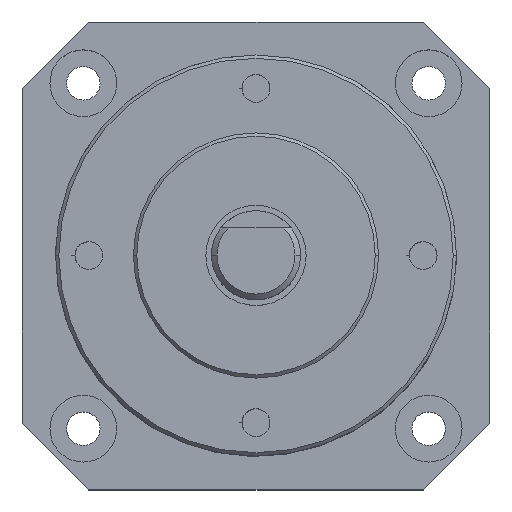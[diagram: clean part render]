
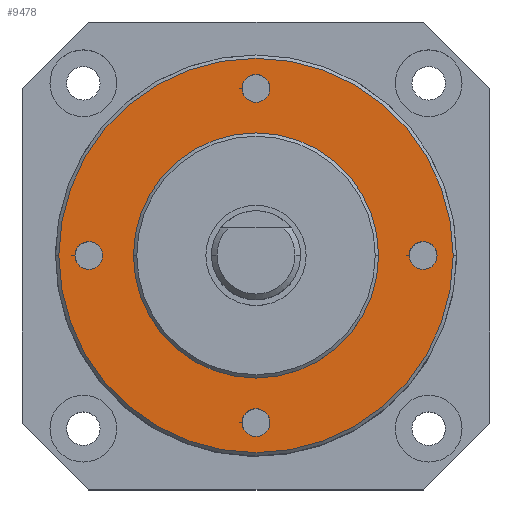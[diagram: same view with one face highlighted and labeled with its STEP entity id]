
A CAD part, top view. The second image highlights one B-rep face of the part: STEP entity #9478.
In plain terms, the highlighted planar face has unit normal (0, 0, 1).
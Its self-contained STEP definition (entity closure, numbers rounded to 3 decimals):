
#132 = EDGE_LOOP ( 'NONE', ( #3526, #10559 ) ) ;
#150 = PLANE ( 'NONE',  #9367 ) ;
#247 = CIRCLE ( 'NONE', #3682, 11. ) ;
#280 = DIRECTION ( 'NONE',  ( 0., 0., 1. ) ) ;
#491 = AXIS2_PLACEMENT_3D ( 'NONE', #1170, #280, #11184 ) ;
#536 = CARTESIAN_POINT ( 'NONE',  ( 0., 0., 9. ) ) ;
#543 = CARTESIAN_POINT ( 'NONE',  ( -16.25, 0., 9. ) ) ;
#633 = CIRCLE ( 'NONE', #3115, 1.25 ) ;
#664 = AXIS2_PLACEMENT_3D ( 'NONE', #4083, #4859, #7702 ) ;
#836 = VERTEX_POINT ( 'NONE', #7181 ) ;
#969 = CARTESIAN_POINT ( 'NONE',  ( -1.25, 15., 9. ) ) ;
#1028 = FACE_BOUND ( 'NONE', #4486, .T. ) ;
#1058 = EDGE_CURVE ( 'NONE', #8744, #9305, #1101, .T. ) ;
#1061 = CARTESIAN_POINT ( 'NONE',  ( -15., 0., 9. ) ) ;
#1101 = CIRCLE ( 'NONE', #9286, 1.25 ) ;
#1170 = CARTESIAN_POINT ( 'NONE',  ( 0., 15., 9. ) ) ;
#1179 = EDGE_LOOP ( 'NONE', ( #4251, #5955 ) ) ;
#1184 = DIRECTION ( 'NONE',  ( 1., 0., 0. ) ) ;
#1235 = DIRECTION ( 'NONE',  ( 0., 0., 1. ) ) ;
#1249 = FACE_BOUND ( 'NONE', #3359, .T. ) ;
#1437 = CIRCLE ( 'NONE', #11116, 1.25 ) ;
#1521 = CARTESIAN_POINT ( 'NONE',  ( 0., -15., 9. ) ) ;
#1522 = VERTEX_POINT ( 'NONE', #7633 ) ;
#1580 = DIRECTION ( 'NONE',  ( 1., 0., 0. ) ) ;
#1721 = CARTESIAN_POINT ( 'NONE',  ( -17.7, 0., 9. ) ) ;
#1776 = EDGE_CURVE ( 'NONE', #4232, #1784, #2448, .T. ) ;
#1784 = VERTEX_POINT ( 'NONE', #5405 ) ;
#1918 = FACE_OUTER_BOUND ( 'NONE', #4745, .T. ) ;
#2448 = CIRCLE ( 'NONE', #8363, 1.25 ) ;
#2455 = CIRCLE ( 'NONE', #5325, 17.7 ) ;
#2492 = EDGE_CURVE ( 'NONE', #1522, #7762, #2455, .T. ) ;
#2599 = CARTESIAN_POINT ( 'NONE',  ( 0., 0., 9. ) ) ;
#2681 = VERTEX_POINT ( 'NONE', #10360 ) ;
#2788 = DIRECTION ( 'NONE',  ( 0., 0., 1. ) ) ;
#2882 = DIRECTION ( 'NONE',  ( 0., 0., 1. ) ) ;
#3115 = AXIS2_PLACEMENT_3D ( 'NONE', #6442, #10743, #7277 ) ;
#3133 = DIRECTION ( 'NONE',  ( 0., 0., 1. ) ) ;
#3359 = EDGE_LOOP ( 'NONE', ( #10138, #7865 ) ) ;
#3445 = DIRECTION ( 'NONE',  ( 0., 0., 1. ) ) ;
#3494 = VERTEX_POINT ( 'NONE', #10837 ) ;
#3526 = ORIENTED_EDGE ( 'NONE', *, *, #5706, .F. ) ;
#3682 = AXIS2_PLACEMENT_3D ( 'NONE', #11148, #1235, #1184 ) ;
#3810 = CARTESIAN_POINT ( 'NONE',  ( 15., 0., 9. ) ) ;
#3948 = EDGE_LOOP ( 'NONE', ( #4367, #10812 ) ) ;
#4076 = DIRECTION ( 'NONE',  ( 0., 0., 1. ) ) ;
#4083 = CARTESIAN_POINT ( 'NONE',  ( 0., 0., 9. ) ) ;
#4232 = VERTEX_POINT ( 'NONE', #543 ) ;
#4251 = ORIENTED_EDGE ( 'NONE', *, *, #7666, .F. ) ;
#4367 = ORIENTED_EDGE ( 'NONE', *, *, #1776, .F. ) ;
#4433 = CARTESIAN_POINT ( 'NONE',  ( -15., 0., 9. ) ) ;
#4486 = EDGE_LOOP ( 'NONE', ( #4894, #6049 ) ) ;
#4745 = EDGE_LOOP ( 'NONE', ( #4936, #9880 ) ) ;
#4859 = DIRECTION ( 'NONE',  ( 0., 0., 1. ) ) ;
#4882 = AXIS2_PLACEMENT_3D ( 'NONE', #536, #7685, #10449 ) ;
#4894 = ORIENTED_EDGE ( 'NONE', *, *, #5799, .F. ) ;
#4936 = ORIENTED_EDGE ( 'NONE', *, *, #7184, .T. ) ;
#4986 = EDGE_CURVE ( 'NONE', #5732, #2681, #10441, .T. ) ;
#5287 = EDGE_CURVE ( 'NONE', #7886, #836, #8310, .T. ) ;
#5325 = AXIS2_PLACEMENT_3D ( 'NONE', #2599, #6236, #5529 ) ;
#5384 = DIRECTION ( 'NONE',  ( 1., 0., 0. ) ) ;
#5405 = CARTESIAN_POINT ( 'NONE',  ( -13.75, 0., 9. ) ) ;
#5529 = DIRECTION ( 'NONE',  ( 1., 0., 0. ) ) ;
#5652 = CIRCLE ( 'NONE', #491, 1.25 ) ;
#5693 = DIRECTION ( 'NONE',  ( 1., 0., 0. ) ) ;
#5706 = EDGE_CURVE ( 'NONE', #9305, #8744, #5652, .T. ) ;
#5732 = VERTEX_POINT ( 'NONE', #7543 ) ;
#5799 = EDGE_CURVE ( 'NONE', #836, #7886, #1437, .T. ) ;
#5819 = CIRCLE ( 'NONE', #664, 17.7 ) ;
#5955 = ORIENTED_EDGE ( 'NONE', *, *, #9772, .F. ) ;
#6049 = ORIENTED_EDGE ( 'NONE', *, *, #5287, .F. ) ;
#6083 = CARTESIAN_POINT ( 'NONE',  ( 1.25, -15., 9. ) ) ;
#6236 = DIRECTION ( 'NONE',  ( 0., 0., 1. ) ) ;
#6442 = CARTESIAN_POINT ( 'NONE',  ( 15., 0., 9. ) ) ;
#6499 = VERTEX_POINT ( 'NONE', #10738 ) ;
#6622 = CARTESIAN_POINT ( 'NONE',  ( 0., 0., 9. ) ) ;
#6688 = CARTESIAN_POINT ( 'NONE',  ( 0., 15., 9. ) ) ;
#7181 = CARTESIAN_POINT ( 'NONE',  ( -1.25, -15., 9. ) ) ;
#7184 = EDGE_CURVE ( 'NONE', #7762, #1522, #5819, .T. ) ;
#7277 = DIRECTION ( 'NONE',  ( 1., 0., 0. ) ) ;
#7361 = CARTESIAN_POINT ( 'NONE',  ( 1.25, 15., 9. ) ) ;
#7377 = DIRECTION ( 'NONE',  ( 1., 0., 0. ) ) ;
#7426 = DIRECTION ( 'NONE',  ( 0., 0., 1. ) ) ;
#7459 = FACE_BOUND ( 'NONE', #3948, .T. ) ;
#7543 = CARTESIAN_POINT ( 'NONE',  ( 16.25, 0., 9. ) ) ;
#7633 = CARTESIAN_POINT ( 'NONE',  ( 17.7, 0., 9. ) ) ;
#7666 = EDGE_CURVE ( 'NONE', #3494, #6499, #7794, .T. ) ;
#7685 = DIRECTION ( 'NONE',  ( 0., 0., 1. ) ) ;
#7702 = DIRECTION ( 'NONE',  ( 1., 0., 0. ) ) ;
#7762 = VERTEX_POINT ( 'NONE', #1721 ) ;
#7794 = CIRCLE ( 'NONE', #4882, 11. ) ;
#7865 = ORIENTED_EDGE ( 'NONE', *, *, #4986, .F. ) ;
#7886 = VERTEX_POINT ( 'NONE', #6083 ) ;
#8116 = DIRECTION ( 'NONE',  ( 0., 0., 1. ) ) ;
#8310 = CIRCLE ( 'NONE', #9803, 1.25 ) ;
#8363 = AXIS2_PLACEMENT_3D ( 'NONE', #4433, #8116, #5384 ) ;
#8744 = VERTEX_POINT ( 'NONE', #7361 ) ;
#9286 = AXIS2_PLACEMENT_3D ( 'NONE', #6688, #4076, #5693 ) ;
#9305 = VERTEX_POINT ( 'NONE', #969 ) ;
#9306 = FACE_BOUND ( 'NONE', #132, .T. ) ;
#9367 = AXIS2_PLACEMENT_3D ( 'NONE', #6622, #2882, #10124 ) ;
#9407 = FACE_BOUND ( 'NONE', #1179, .T. ) ;
#9478 = ADVANCED_FACE ( 'NONE', ( #1918, #9407, #7459, #9306, #1249, #1028 ), #150, .T. ) ;
#9772 = EDGE_CURVE ( 'NONE', #6499, #3494, #247, .T. ) ;
#9803 = AXIS2_PLACEMENT_3D ( 'NONE', #1521, #3445, #1580 ) ;
#9880 = ORIENTED_EDGE ( 'NONE', *, *, #2492, .T. ) ;
#10124 = DIRECTION ( 'NONE',  ( 1., 0., 0. ) ) ;
#10138 = ORIENTED_EDGE ( 'NONE', *, *, #10992, .F. ) ;
#10149 = DIRECTION ( 'NONE',  ( 1., 0., 0. ) ) ;
#10360 = CARTESIAN_POINT ( 'NONE',  ( 13.75, 0., 9. ) ) ;
#10367 = DIRECTION ( 'NONE',  ( 1., 0., 0. ) ) ;
#10441 = CIRCLE ( 'NONE', #11376, 1.25 ) ;
#10449 = DIRECTION ( 'NONE',  ( 1., 0., 0. ) ) ;
#10559 = ORIENTED_EDGE ( 'NONE', *, *, #1058, .F. ) ;
#10738 = CARTESIAN_POINT ( 'NONE',  ( 11., 0., 9. ) ) ;
#10743 = DIRECTION ( 'NONE',  ( 0., 0., 1. ) ) ;
#10812 = ORIENTED_EDGE ( 'NONE', *, *, #11327, .F. ) ;
#10837 = CARTESIAN_POINT ( 'NONE',  ( -11., 0., 9. ) ) ;
#10992 = EDGE_CURVE ( 'NONE', #2681, #5732, #633, .T. ) ;
#11064 = AXIS2_PLACEMENT_3D ( 'NONE', #1061, #2788, #7377 ) ;
#11116 = AXIS2_PLACEMENT_3D ( 'NONE', #11240, #3133, #10367 ) ;
#11148 = CARTESIAN_POINT ( 'NONE',  ( 0., 0., 9. ) ) ;
#11184 = DIRECTION ( 'NONE',  ( 1., 0., 0. ) ) ;
#11240 = CARTESIAN_POINT ( 'NONE',  ( 0., -15., 9. ) ) ;
#11242 = CIRCLE ( 'NONE', #11064, 1.25 ) ;
#11327 = EDGE_CURVE ( 'NONE', #1784, #4232, #11242, .T. ) ;
#11376 = AXIS2_PLACEMENT_3D ( 'NONE', #3810, #7426, #10149 ) ;
